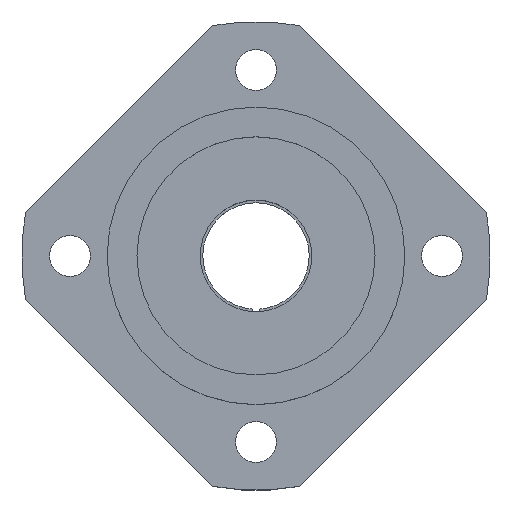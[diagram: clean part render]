
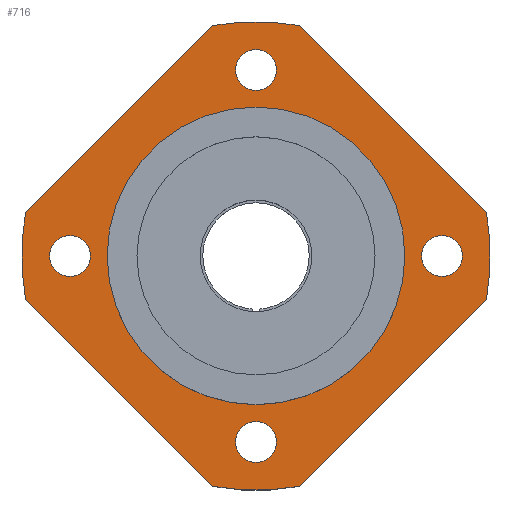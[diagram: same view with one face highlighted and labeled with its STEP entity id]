
A CAD part, top view. The second image highlights one B-rep face of the part: STEP entity #716.
In plain terms, the highlighted planar face has unit normal (0, 0, 1).
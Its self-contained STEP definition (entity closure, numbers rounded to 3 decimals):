
#39=PLANE('',#813);
#81=LINE('',#1218,#121);
#82=LINE('',#1219,#122);
#83=LINE('',#1220,#123);
#84=LINE('',#1221,#124);
#121=VECTOR('',#991,1000.);
#122=VECTOR('',#992,1000.);
#123=VECTOR('',#993,1000.);
#124=VECTOR('',#994,1000.);
#227=ORIENTED_EDGE('',*,*,#362,.F.);
#228=ORIENTED_EDGE('',*,*,#363,.T.);
#229=ORIENTED_EDGE('',*,*,#347,.F.);
#230=ORIENTED_EDGE('',*,*,#364,.T.);
#231=ORIENTED_EDGE('',*,*,#357,.F.);
#232=ORIENTED_EDGE('',*,*,#365,.T.);
#233=ORIENTED_EDGE('',*,*,#353,.F.);
#234=ORIENTED_EDGE('',*,*,#366,.T.);
#235=ORIENTED_EDGE('',*,*,#367,.F.);
#236=ORIENTED_EDGE('',*,*,#368,.T.);
#237=ORIENTED_EDGE('',*,*,#369,.T.);
#238=ORIENTED_EDGE('',*,*,#370,.T.);
#239=ORIENTED_EDGE('',*,*,#361,.T.);
#347=EDGE_CURVE('',#423,#424,#479,.T.);
#353=EDGE_CURVE('',#429,#430,#482,.T.);
#357=EDGE_CURVE('',#433,#434,#484,.T.);
#361=EDGE_CURVE('',#437,#437,#487,.T.);
#362=EDGE_CURVE('',#438,#439,#488,.T.);
#363=EDGE_CURVE('',#438,#424,#81,.T.);
#364=EDGE_CURVE('',#423,#434,#82,.T.);
#365=EDGE_CURVE('',#433,#430,#83,.T.);
#366=EDGE_CURVE('',#429,#439,#84,.T.);
#367=EDGE_CURVE('',#440,#440,#489,.F.);
#368=EDGE_CURVE('',#441,#441,#490,.T.);
#369=EDGE_CURVE('',#442,#442,#491,.T.);
#370=EDGE_CURVE('',#443,#443,#492,.T.);
#423=VERTEX_POINT('',#1181);
#424=VERTEX_POINT('',#1182);
#429=VERTEX_POINT('',#1193);
#430=VERTEX_POINT('',#1195);
#433=VERTEX_POINT('',#1202);
#434=VERTEX_POINT('',#1204);
#437=VERTEX_POINT('',#1213);
#438=VERTEX_POINT('',#1216);
#439=VERTEX_POINT('',#1217);
#440=VERTEX_POINT('',#1223);
#441=VERTEX_POINT('',#1225);
#442=VERTEX_POINT('',#1227);
#443=VERTEX_POINT('',#1229);
#479=CIRCLE('',#800,31.5);
#482=CIRCLE('',#804,31.5);
#484=CIRCLE('',#807,31.5);
#487=CIRCLE('',#812,20.);
#488=CIRCLE('',#814,31.5);
#489=CIRCLE('',#815,2.75);
#490=CIRCLE('',#816,2.75);
#491=CIRCLE('',#817,2.75);
#492=CIRCLE('',#818,2.75);
#540=EDGE_LOOP('',(#227,#228,#229,#230,#231,#232,#233,#234));
#541=EDGE_LOOP('',(#235));
#542=EDGE_LOOP('',(#236));
#543=EDGE_LOOP('',(#237));
#544=EDGE_LOOP('',(#238));
#545=EDGE_LOOP('',(#239));
#620=FACE_BOUND('',#540,.T.);
#621=FACE_BOUND('',#541,.T.);
#622=FACE_BOUND('',#542,.T.);
#623=FACE_BOUND('',#543,.T.);
#624=FACE_BOUND('',#544,.T.);
#625=FACE_BOUND('',#545,.T.);
#716=ADVANCED_FACE('',(#620,#621,#622,#623,#624,#625),#39,.F.);
#800=AXIS2_PLACEMENT_3D('',#1180,#955,#956);
#804=AXIS2_PLACEMENT_3D('',#1194,#966,#967);
#807=AXIS2_PLACEMENT_3D('',#1203,#974,#975);
#812=AXIS2_PLACEMENT_3D('',#1212,#985,#986);
#813=AXIS2_PLACEMENT_3D('',#1214,#987,#988);
#814=AXIS2_PLACEMENT_3D('',#1215,#989,#990);
#815=AXIS2_PLACEMENT_3D('',#1222,#995,#996);
#816=AXIS2_PLACEMENT_3D('',#1224,#997,#998);
#817=AXIS2_PLACEMENT_3D('',#1226,#999,#1000);
#818=AXIS2_PLACEMENT_3D('',#1228,#1001,#1002);
#955=DIRECTION('',(0.,0.,-1.));
#956=DIRECTION('',(-1.,0.,0.));
#966=DIRECTION('',(0.,0.,-1.));
#967=DIRECTION('',(-1.,0.,0.));
#974=DIRECTION('',(0.,0.,-1.));
#975=DIRECTION('',(-1.,0.,0.));
#985=DIRECTION('',(0.,0.,-1.));
#986=DIRECTION('',(-1.,0.,0.));
#987=DIRECTION('',(0.,0.,-1.));
#988=DIRECTION('',(-1.,0.,0.));
#989=DIRECTION('',(0.,0.,-1.));
#990=DIRECTION('',(-1.,0.,0.));
#991=DIRECTION('',(-0.707,-0.707,0.));
#992=DIRECTION('',(0.707,-0.707,0.));
#993=DIRECTION('',(0.707,0.707,0.));
#994=DIRECTION('',(-0.707,0.707,0.));
#995=DIRECTION('',(0.,0.,-1.));
#996=DIRECTION('',(-1.,0.,0.));
#997=DIRECTION('',(0.,0.,-1.));
#998=DIRECTION('',(-1.,0.,0.));
#999=DIRECTION('',(0.,0.,-1.));
#1000=DIRECTION('',(-1.,0.,0.));
#1001=DIRECTION('',(0.,0.,-1.));
#1002=DIRECTION('',(-1.,0.,0.));
#1180=CARTESIAN_POINT('',(0.,0.,-8.));
#1181=CARTESIAN_POINT('',(-30.96,-5.81,-8.));
#1182=CARTESIAN_POINT('',(-30.96,5.81,-8.));
#1193=CARTESIAN_POINT('',(30.96,5.81,-8.));
#1194=CARTESIAN_POINT('',(0.,0.,-8.));
#1195=CARTESIAN_POINT('',(30.96,-5.81,-8.));
#1202=CARTESIAN_POINT('',(5.81,-30.96,-8.));
#1203=CARTESIAN_POINT('',(0.,0.,-8.));
#1204=CARTESIAN_POINT('',(-5.81,-30.96,-8.));
#1212=CARTESIAN_POINT('',(0.,0.,-8.));
#1213=CARTESIAN_POINT('',(-20.,0.,-8.));
#1214=CARTESIAN_POINT('',(0.,20.,-8.));
#1215=CARTESIAN_POINT('',(0.,0.,-8.));
#1216=CARTESIAN_POINT('',(-5.81,30.96,-8.));
#1217=CARTESIAN_POINT('',(5.81,30.96,-8.));
#1218=CARTESIAN_POINT('',(0.,36.77,-8.));
#1219=CARTESIAN_POINT('',(-36.77,0.,-8.));
#1220=CARTESIAN_POINT('',(0.,-36.77,-8.));
#1221=CARTESIAN_POINT('',(36.77,0.,-8.));
#1222=CARTESIAN_POINT('',(0.,25.,-8.));
#1223=CARTESIAN_POINT('',(-2.75,25.,-8.));
#1224=CARTESIAN_POINT('',(-25.,0.,-8.));
#1225=CARTESIAN_POINT('',(-27.75,0.,-8.));
#1226=CARTESIAN_POINT('',(0.,-25.,-8.));
#1227=CARTESIAN_POINT('',(-2.75,-25.,-8.));
#1228=CARTESIAN_POINT('',(25.,0.,-8.));
#1229=CARTESIAN_POINT('',(22.25,0.,-8.));
